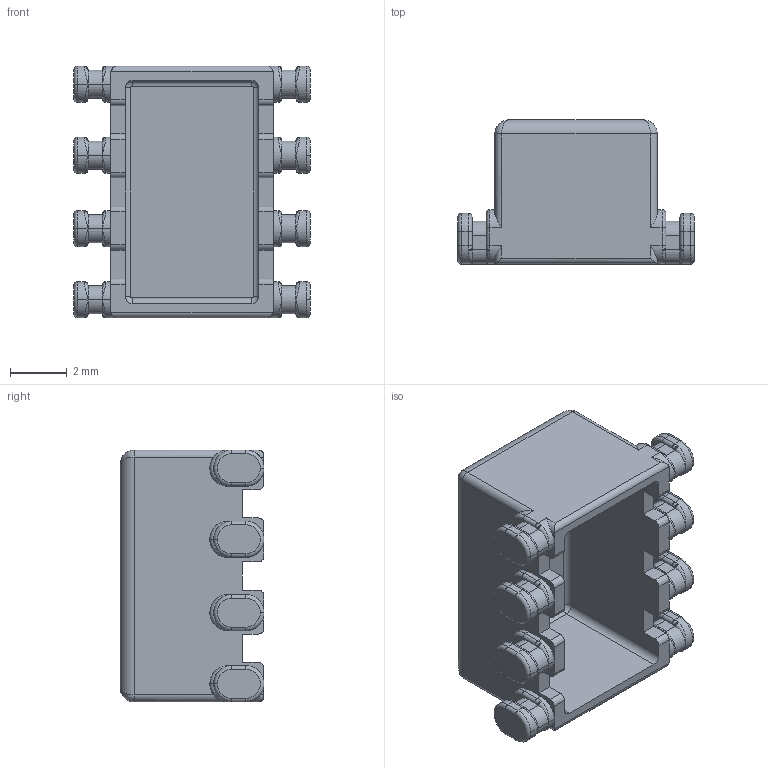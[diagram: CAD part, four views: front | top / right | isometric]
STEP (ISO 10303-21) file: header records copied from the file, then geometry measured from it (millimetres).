
FILE_DESCRIPTION (( 'STEP AP214' ), '1' );
FILE_NAME ('TOR_0482.STEP', '2021-07-02T17:05:05', ( '' ), ( '' ), 'SwSTEP 2.0', 'SolidWorks 2017', '' );
FILE_SCHEMA (( 'AUTOMOTIVE_DESIGN' ));
Length unit declared in the file: millimetre
Products named in the file (2): TOR_0482; 250-0482_6C
Assembly tree (1 placements, depth 2):
  TOR_0482
    250-0482_6C
Bounding box: 8.34 x 5.08 x 8.89 mm (x, y, z)
Volume: 103.1 mm3; surface area: 401.3 mm2
Topology: 1 solids, 1 shells, 415 faces, 1040 edges, 592 vertices
Faces by surface type: cylinder 156, plane 107, torus 84, bspline 68
Entity records: 13240 total; most frequent: CARTESIAN_POINT 3659, DIRECTION 2074, ORIENTED_EDGE 2008, EDGE_CURVE 1004, AXIS2_PLACEMENT_3D 819, VERTEX_POINT 592, CIRCLE 468, VECTOR 436
